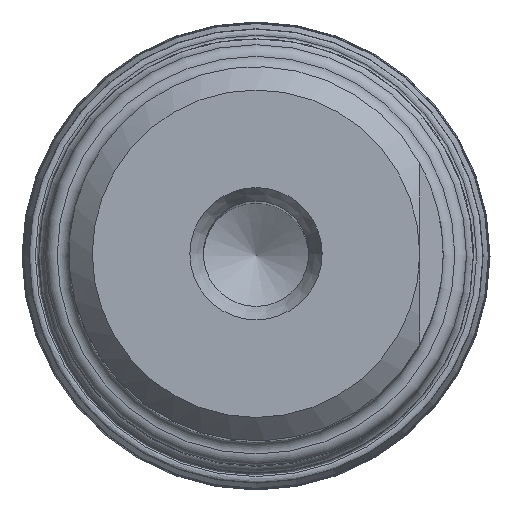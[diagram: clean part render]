
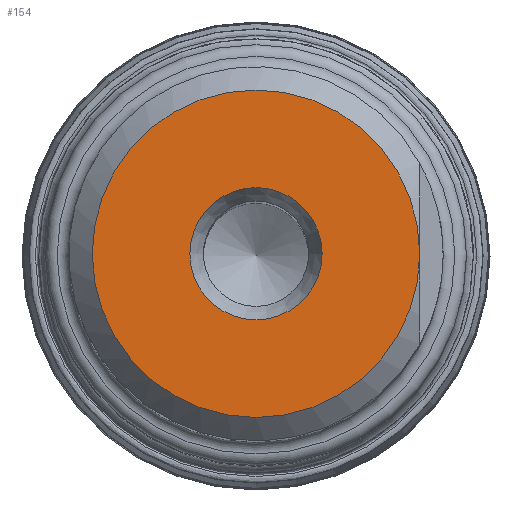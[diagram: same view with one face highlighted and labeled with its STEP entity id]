
A CAD part, top view. The second image highlights one B-rep face of the part: STEP entity #154.
In plain terms, the highlighted planar face has unit normal (0, 0, 1).
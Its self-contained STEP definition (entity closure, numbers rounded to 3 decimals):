
#40=PLANE('',#952);
#154=ADVANCED_FACE('',(#389,#390),#40,.F.);
#389=FACE_BOUND('',#513,.T.);
#390=FACE_BOUND('',#514,.T.);
#513=EDGE_LOOP('',(#649));
#514=EDGE_LOOP('',(#650));
#649=ORIENTED_EDGE('',*,*,#817,.T.);
#650=ORIENTED_EDGE('',*,*,#819,.F.);
#746=VERTEX_POINT('',#1703);
#747=VERTEX_POINT('',#1711);
#817=EDGE_CURVE('',#746,#746,#880,.T.);
#819=EDGE_CURVE('',#747,#747,#881,.T.);
#880=CIRCLE('',#949,14.);
#881=CIRCLE('',#951,5.655);
#949=AXIS2_PLACEMENT_3D('',#1704,#1138,#1139);
#951=AXIS2_PLACEMENT_3D('',#1710,#1142,#1143);
#952=AXIS2_PLACEMENT_3D('',#1712,#1144,#1145);
#1138=DIRECTION('',(0.,0.,1.));
#1139=DIRECTION('',(-1.,0.,0.));
#1142=DIRECTION('',(0.,0.,1.));
#1143=DIRECTION('',(1.,0.,0.));
#1144=DIRECTION('',(0.,0.,-1.));
#1145=DIRECTION('',(-1.,0.,0.));
#1703=CARTESIAN_POINT('',(14.,0.,70.));
#1704=CARTESIAN_POINT('',(0.,0.,70.));
#1710=CARTESIAN_POINT('',(0.,0.,70.));
#1711=CARTESIAN_POINT('',(5.655,0.,70.));
#1712=CARTESIAN_POINT('',(16.,0.,70.));
